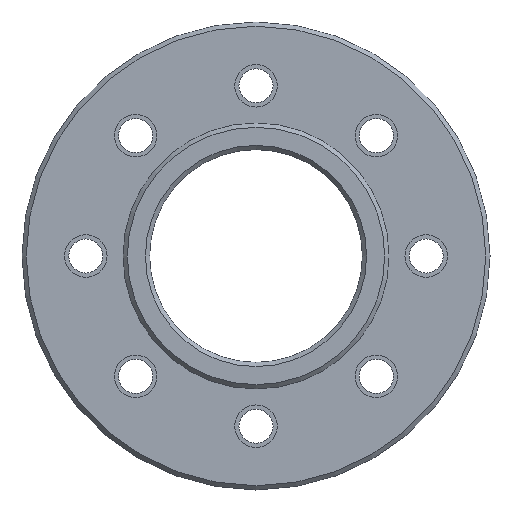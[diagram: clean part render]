
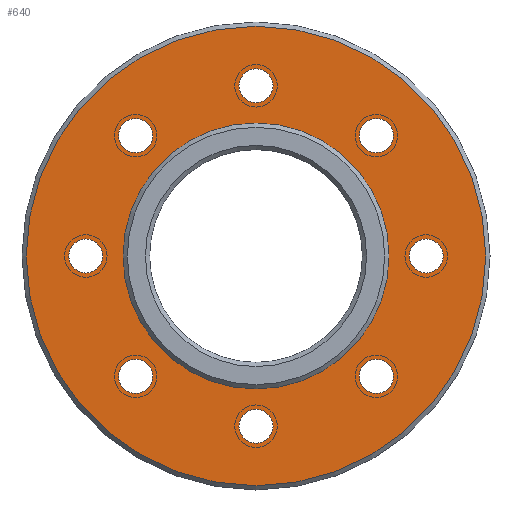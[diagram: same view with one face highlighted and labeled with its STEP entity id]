
A CAD part, front view. The second image highlights one B-rep face of the part: STEP entity #640.
In plain terms, the highlighted planar face has unit normal (0, -1, 0).
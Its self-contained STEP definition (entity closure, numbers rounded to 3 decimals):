
#142=FACE_BOUND('',#204,.T.);
#143=FACE_BOUND('',#205,.T.);
#144=FACE_BOUND('',#206,.T.);
#145=FACE_BOUND('',#207,.T.);
#146=FACE_BOUND('',#208,.T.);
#147=FACE_BOUND('',#209,.T.);
#148=FACE_BOUND('',#210,.T.);
#149=FACE_BOUND('',#211,.T.);
#150=FACE_BOUND('',#212,.T.);
#164=FACE_OUTER_BOUND('',#203,.T.);
#203=EDGE_LOOP('',(#477));
#204=EDGE_LOOP('',(#478));
#205=EDGE_LOOP('',(#479));
#206=EDGE_LOOP('',(#480));
#207=EDGE_LOOP('',(#481));
#208=EDGE_LOOP('',(#482));
#209=EDGE_LOOP('',(#483));
#210=EDGE_LOOP('',(#484));
#211=EDGE_LOOP('',(#485));
#212=EDGE_LOOP('',(#486));
#261=CIRCLE('',#696,6.25);
#262=CIRCLE('',#698,10.8);
#263=CIRCLE('',#699,0.8);
#264=CIRCLE('',#700,0.8);
#265=CIRCLE('',#701,0.8);
#266=CIRCLE('',#702,0.8);
#267=CIRCLE('',#703,0.8);
#268=CIRCLE('',#704,0.8);
#269=CIRCLE('',#705,0.8);
#270=CIRCLE('',#706,0.8);
#319=VERTEX_POINT('',#1026);
#320=VERTEX_POINT('',#1030);
#321=VERTEX_POINT('',#1032);
#322=VERTEX_POINT('',#1034);
#323=VERTEX_POINT('',#1036);
#324=VERTEX_POINT('',#1038);
#325=VERTEX_POINT('',#1040);
#326=VERTEX_POINT('',#1042);
#327=VERTEX_POINT('',#1044);
#328=VERTEX_POINT('',#1046);
#379=EDGE_CURVE('',#319,#319,#261,.T.);
#380=EDGE_CURVE('',#320,#320,#262,.T.);
#381=EDGE_CURVE('',#321,#321,#263,.T.);
#382=EDGE_CURVE('',#322,#322,#264,.T.);
#383=EDGE_CURVE('',#323,#323,#265,.T.);
#384=EDGE_CURVE('',#324,#324,#266,.T.);
#385=EDGE_CURVE('',#325,#325,#267,.T.);
#386=EDGE_CURVE('',#326,#326,#268,.T.);
#387=EDGE_CURVE('',#327,#327,#269,.T.);
#388=EDGE_CURVE('',#328,#328,#270,.T.);
#477=ORIENTED_EDGE('',*,*,#380,.T.);
#478=ORIENTED_EDGE('',*,*,#379,.F.);
#479=ORIENTED_EDGE('',*,*,#381,.T.);
#480=ORIENTED_EDGE('',*,*,#382,.T.);
#481=ORIENTED_EDGE('',*,*,#383,.T.);
#482=ORIENTED_EDGE('',*,*,#384,.T.);
#483=ORIENTED_EDGE('',*,*,#385,.T.);
#484=ORIENTED_EDGE('',*,*,#386,.T.);
#485=ORIENTED_EDGE('',*,*,#387,.T.);
#486=ORIENTED_EDGE('',*,*,#388,.T.);
#634=PLANE('',#697);
#640=ADVANCED_FACE('',(#164,#142,#143,#144,#145,#146,#147,#148,#149,#150),
#634,.T.);
#696=AXIS2_PLACEMENT_3D('',#1028,#803,#804);
#697=AXIS2_PLACEMENT_3D('',#1029,#805,#806);
#698=AXIS2_PLACEMENT_3D('',#1031,#807,#808);
#699=AXIS2_PLACEMENT_3D('',#1033,#809,#810);
#700=AXIS2_PLACEMENT_3D('',#1035,#811,#812);
#701=AXIS2_PLACEMENT_3D('',#1037,#813,#814);
#702=AXIS2_PLACEMENT_3D('',#1039,#815,#816);
#703=AXIS2_PLACEMENT_3D('',#1041,#817,#818);
#704=AXIS2_PLACEMENT_3D('',#1043,#819,#820);
#705=AXIS2_PLACEMENT_3D('',#1045,#821,#822);
#706=AXIS2_PLACEMENT_3D('',#1047,#823,#824);
#803=DIRECTION('center_axis',(0.,-1.,0.));
#804=DIRECTION('ref_axis',(1.,0.,0.));
#805=DIRECTION('center_axis',(0.,-1.,0.));
#806=DIRECTION('ref_axis',(-1.,0.,0.));
#807=DIRECTION('center_axis',(0.,-1.,0.));
#808=DIRECTION('ref_axis',(1.,0.,0.));
#809=DIRECTION('center_axis',(0.,1.,0.));
#810=DIRECTION('ref_axis',(1.,0.,0.));
#811=DIRECTION('center_axis',(0.,1.,0.));
#812=DIRECTION('ref_axis',(1.,0.,0.));
#813=DIRECTION('center_axis',(0.,1.,0.));
#814=DIRECTION('ref_axis',(1.,0.,0.));
#815=DIRECTION('center_axis',(0.,1.,0.));
#816=DIRECTION('ref_axis',(1.,0.,0.));
#817=DIRECTION('center_axis',(0.,1.,0.));
#818=DIRECTION('ref_axis',(1.,0.,0.));
#819=DIRECTION('center_axis',(0.,1.,0.));
#820=DIRECTION('ref_axis',(1.,0.,0.));
#821=DIRECTION('center_axis',(0.,1.,0.));
#822=DIRECTION('ref_axis',(1.,0.,0.));
#823=DIRECTION('center_axis',(0.,1.,0.));
#824=DIRECTION('ref_axis',(1.,0.,0.));
#1026=CARTESIAN_POINT('',(6.25,-2.,0.));
#1028=CARTESIAN_POINT('Origin',(0.,-2.,0.));
#1029=CARTESIAN_POINT('Origin',(0.,-2.,0.));
#1030=CARTESIAN_POINT('',(-10.8,-2.,0.));
#1031=CARTESIAN_POINT('Origin',(0.,-2.,0.));
#1032=CARTESIAN_POINT('',(-0.8,-2.,-8.));
#1033=CARTESIAN_POINT('Origin',(0.,-2.,-8.));
#1034=CARTESIAN_POINT('',(4.857,-2.,-5.657));
#1035=CARTESIAN_POINT('Origin',(5.657,-2.,-5.657));
#1036=CARTESIAN_POINT('',(7.2,-2.,0.));
#1037=CARTESIAN_POINT('Origin',(8.,-2.,0.));
#1038=CARTESIAN_POINT('',(4.857,-2.,5.657));
#1039=CARTESIAN_POINT('Origin',(5.657,-2.,5.657));
#1040=CARTESIAN_POINT('',(-0.8,-2.,8.));
#1041=CARTESIAN_POINT('Origin',(0.,-2.,8.));
#1042=CARTESIAN_POINT('',(-6.457,-2.,5.657));
#1043=CARTESIAN_POINT('Origin',(-5.657,-2.,5.657));
#1044=CARTESIAN_POINT('',(-8.8,-2.,0.));
#1045=CARTESIAN_POINT('Origin',(-8.,-2.,0.));
#1046=CARTESIAN_POINT('',(-6.457,-2.,-5.657));
#1047=CARTESIAN_POINT('Origin',(-5.657,-2.,-5.657));
